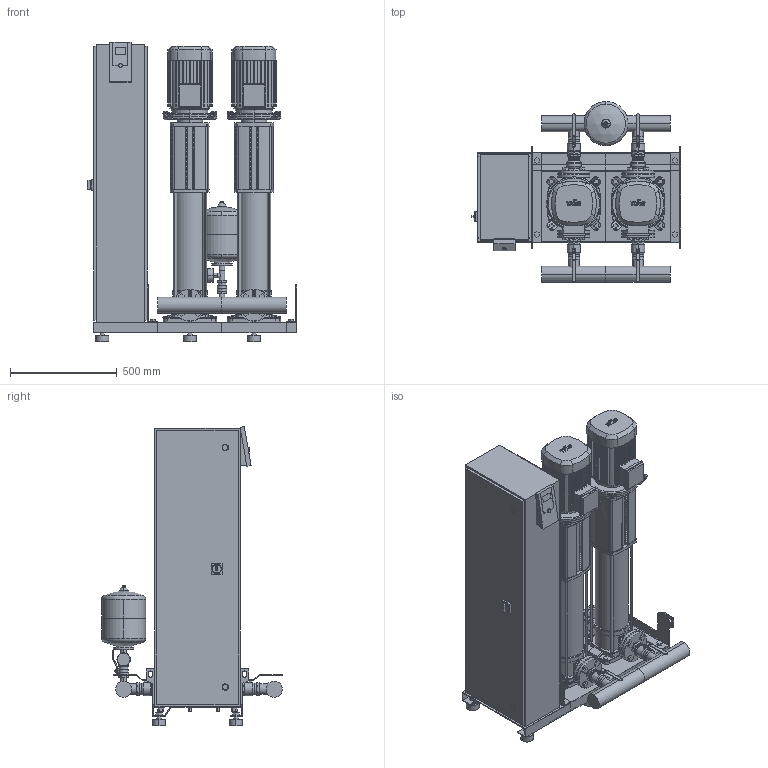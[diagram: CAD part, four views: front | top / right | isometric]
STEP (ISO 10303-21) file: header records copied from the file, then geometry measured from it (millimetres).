
FILE_DESCRIPTION((''),'2;1');
FILE_NAME('3d_SiBoostSmart2HELIXV1015-2536087.stp','2016-01-25T10:18:47',(''),(''),'Mechanical Desktop 2009','Mechanical Desktop 2009',', , ');
FILE_SCHEMA(('CONFIG_CONTROL_DESIGN'));
Length unit declared in the file: millimetre
Products named in the file (1): Product
Bounding box: 980 x 845.05 x 1398.4 mm (x, y, z)
Volume: 210514006 mm3; surface area: 10747051.7 mm2
Topology: 123 solids, 123 shells, 4220 faces, 10964 edges, 7158 vertices
Faces by surface type: plane 1881, bspline 1363, cylinder 710, cone 158, torus 94, sphere 14
Entity records: 135944 total; most frequent: CARTESIAN_POINT 32874, ORIENTED_EDGE 21904, DIRECTION 19778, EDGE_CURVE 10952, VECTOR 7506, LINE 7506, VERTEX_POINT 7150, AXIS2_PLACEMENT_3D 6136
